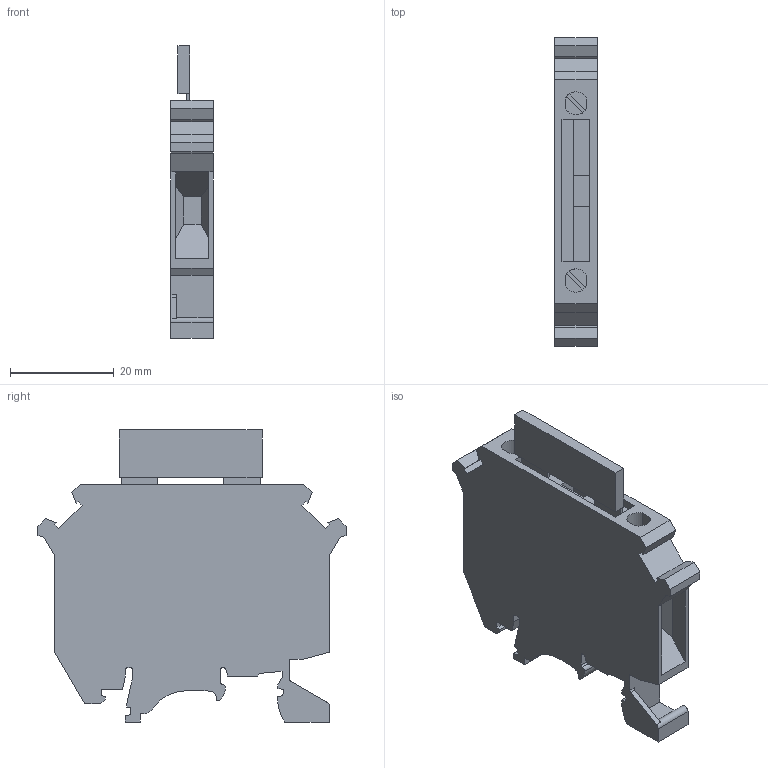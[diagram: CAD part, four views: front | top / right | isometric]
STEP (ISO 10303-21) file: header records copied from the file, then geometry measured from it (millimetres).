
FILE_DESCRIPTION(('Creo Elements/Direct Modeling STEP Export'),'2;1');
FILE_NAME('model.stp','2020-03-04T 0:05:48',(''),(''),'Creo Elements/Direct Modeling STEP processor for AP214 (Solid Model)','Creo Elements/Direct Modeling 20.1A 29-Sep-2018 (C) Parametric Technology GmbH','');
FILE_SCHEMA(('AUTOMOTIVE_DESIGN { 1 0 10303 214 1 1 1 1 }'));
Length unit declared in the file: millimetre
Products named in the file (2): UK-SI-select
Assembly tree (1 placements, depth 2):
  UK-SI-select
    UK-SI-select
Bounding box: 8.15 x 59.5 x 56.4 mm (x, y, z)
Volume: 15479.9 mm3; surface area: 8151.1 mm2
Topology: 1 solids, 1 shells, 147 faces, 414 edges, 272 vertices
Faces by surface type: plane 128, cylinder 19
Entity records: 5861 total; most frequent: ORIENTED_EDGE 828, CARTESIAN_POINT 826, DIRECTION 743, EDGE_CURVE 414, VECTOR 365, LINE 365, VERTEX_POINT 272, AXIS2_PLACEMENT_3D 189
